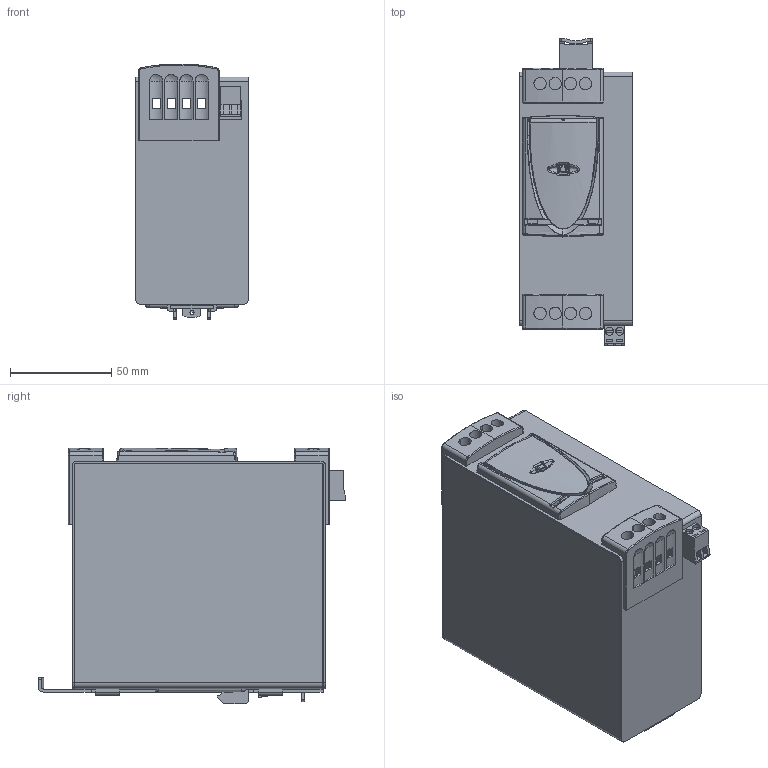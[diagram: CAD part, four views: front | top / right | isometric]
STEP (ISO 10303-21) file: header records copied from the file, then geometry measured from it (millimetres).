
FILE_DESCRIPTION (( 'STEP AP203' ), '1' );
FILE_NAME ('PHASEO_RPS1-2P_3D-simpl.STEP', '2022-04-01T14:40:18', ( '' ), ( '' ), 'SwSTEP 2.0', 'SolidWorks 2017', '' );
FILE_SCHEMA (( 'CONFIG_CONTROL_DESIGN' ));
Length unit declared in the file: millimetre
Products named in the file (1): PHASEO_RPS1-2P_3D-simpl
Bounding box: 56 x 152.1 x 126.5 mm (x, y, z)
Volume: 92748.3 mm3; surface area: 129290.6 mm2
Topology: 9 solids, 9 shells, 889 faces, 2554 edges, 1676 vertices
Faces by surface type: plane 461, bspline 205, cylinder 199, cone 24
Entity records: 42178 total; most frequent: CARTESIAN_POINT 21003, ORIENTED_EDGE 5070, DIRECTION 3359, EDGE_CURVE 2535, VERTEX_POINT 1676, VECTOR 1393, LINE 1393, EDGE_LOOP 1019
